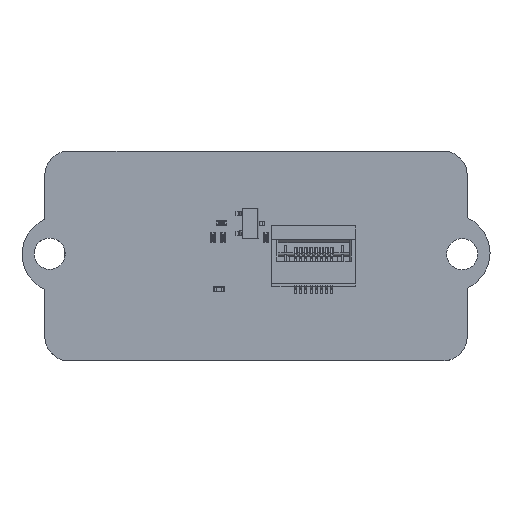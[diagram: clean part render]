
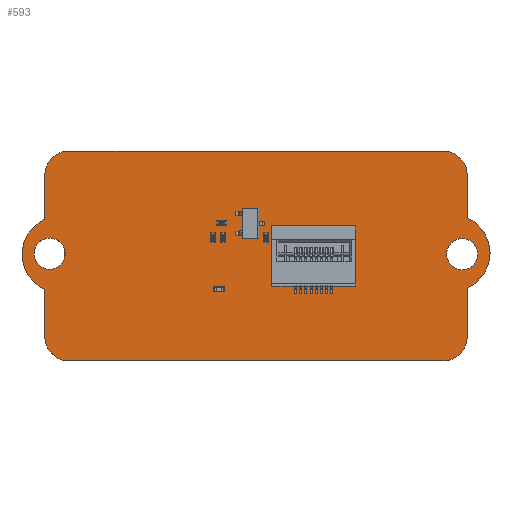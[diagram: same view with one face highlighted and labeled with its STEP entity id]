
A CAD part, top view. The second image highlights one B-rep face of the part: STEP entity #593.
In plain terms, the highlighted planar face has unit normal (0, 0, 1).
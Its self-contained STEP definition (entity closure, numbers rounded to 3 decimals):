
#92 = VERTEX_POINT('',#93);
#93 = CARTESIAN_POINT('',(-20.454,-3.389,1.491));
#99 = EDGE_CURVE('',#92,#100,#102,.T.);
#100 = VERTEX_POINT('',#101);
#101 = CARTESIAN_POINT('',(-20.456,3.38,1.491));
#102 = CIRCLE('',#103,3.704);
#103 = AXIS2_PLACEMENT_3D('',#104,#105,#106);
#104 = CARTESIAN_POINT('',(-18.95,-0.004,
    1.491));
#105 = DIRECTION('',(0.,0.,-1.));
#106 = DIRECTION('',(-0.406,-0.914,0.));
#132 = EDGE_CURVE('',#100,#133,#135,.T.);
#133 = VERTEX_POINT('',#134);
#134 = CARTESIAN_POINT('',(-20.456,7.586,1.491));
#135 = LINE('',#136,#137);
#136 = CARTESIAN_POINT('',(-20.456,3.38,1.491));
#137 = VECTOR('',#138,1.);
#138 = DIRECTION('',(0.,1.,0.));
#163 = EDGE_CURVE('',#133,#164,#166,.T.);
#164 = VERTEX_POINT('',#165);
#165 = CARTESIAN_POINT('',(-18.221,9.957,1.491));
#166 = CIRCLE('',#167,2.325);
#167 = AXIS2_PLACEMENT_3D('',#168,#169,#170);
#168 = CARTESIAN_POINT('',(-18.132,7.634,1.491));
#169 = DIRECTION('',(0.,0.,-1.));
#170 = DIRECTION('',(-1.,-0.021,0.));
#196 = EDGE_CURVE('',#164,#197,#199,.T.);
#197 = VERTEX_POINT('',#198);
#198 = CARTESIAN_POINT('',(17.843,9.958,1.491));
#199 = LINE('',#200,#201);
#200 = CARTESIAN_POINT('',(-18.221,9.957,1.491));
#201 = VECTOR('',#202,1.);
#202 = DIRECTION('',(1.,0.,0.));
#227 = EDGE_CURVE('',#197,#228,#230,.T.);
#228 = VERTEX_POINT('',#229);
#229 = CARTESIAN_POINT('',(20.266,7.729,1.491));
#230 = CIRCLE('',#231,2.337);
#231 = AXIS2_PLACEMENT_3D('',#232,#233,#234);
#232 = CARTESIAN_POINT('',(17.931,7.622,1.491));
#233 = DIRECTION('',(0.,0.,-1.));
#234 = DIRECTION('',(-0.038,0.999,0.));
#260 = EDGE_CURVE('',#228,#261,#263,.T.);
#261 = VERTEX_POINT('',#262);
#262 = CARTESIAN_POINT('',(20.266,3.515,1.491));
#263 = LINE('',#264,#265);
#264 = CARTESIAN_POINT('',(20.266,7.729,1.491));
#265 = VECTOR('',#266,1.);
#266 = DIRECTION('',(0.,-1.,0.));
#291 = EDGE_CURVE('',#261,#292,#294,.T.);
#292 = VERTEX_POINT('',#293);
#293 = CARTESIAN_POINT('',(20.261,-3.251,1.491));
#294 = CIRCLE('',#295,3.703);
#295 = AXIS2_PLACEMENT_3D('',#296,#297,#298);
#296 = CARTESIAN_POINT('',(18.758,0.133,1.491));
#297 = DIRECTION('',(0.,0.,-1.));
#298 = DIRECTION('',(0.407,0.913,0.));
#324 = EDGE_CURVE('',#292,#325,#327,.T.);
#325 = VERTEX_POINT('',#326);
#326 = CARTESIAN_POINT('',(20.26,-3.296,1.491));
#327 = LINE('',#328,#329);
#328 = CARTESIAN_POINT('',(20.261,-3.251,1.491));
#329 = VECTOR('',#330,1.);
#330 = DIRECTION('',(-0.022,-1.,0.));
#355 = EDGE_CURVE('',#325,#356,#358,.T.);
#356 = VERTEX_POINT('',#357);
#357 = CARTESIAN_POINT('',(20.261,-7.901,1.491));
#358 = LINE('',#359,#360);
#359 = CARTESIAN_POINT('',(20.26,-3.296,1.491));
#360 = VECTOR('',#361,1.);
#361 = DIRECTION('',(0.,-1.,0.));
#386 = EDGE_CURVE('',#356,#387,#389,.T.);
#387 = VERTEX_POINT('',#388);
#388 = CARTESIAN_POINT('',(18.026,-10.272,1.491));
#389 = CIRCLE('',#390,2.323);
#390 = AXIS2_PLACEMENT_3D('',#391,#392,#393);
#391 = CARTESIAN_POINT('',(17.939,-7.951,1.491));
#392 = DIRECTION('',(0.,0.,-1.));
#393 = DIRECTION('',(1.,0.021,0.));
#419 = EDGE_CURVE('',#387,#420,#422,.T.);
#420 = VERTEX_POINT('',#421);
#421 = CARTESIAN_POINT('',(-18.037,-10.274,1.491));
#422 = LINE('',#423,#424);
#423 = CARTESIAN_POINT('',(18.026,-10.272,1.491));
#424 = VECTOR('',#425,1.);
#425 = DIRECTION('',(-1.,0.,0.));
#450 = EDGE_CURVE('',#420,#451,#453,.T.);
#451 = VERTEX_POINT('',#452);
#452 = CARTESIAN_POINT('',(-20.454,-8.043,1.491));
#453 = CIRCLE('',#454,2.327);
#454 = AXIS2_PLACEMENT_3D('',#455,#456,#457);
#455 = CARTESIAN_POINT('',(-18.129,-7.949,1.491));
#456 = DIRECTION('',(0.,0.,-1.));
#457 = DIRECTION('',(0.04,-0.999,0.));
#483 = EDGE_CURVE('',#451,#92,#484,.T.);
#484 = LINE('',#485,#486);
#485 = CARTESIAN_POINT('',(-20.454,-8.043,1.491));
#486 = VECTOR('',#487,1.);
#487 = DIRECTION('',(0.,1.,0.));
#507 = VERTEX_POINT('',#508);
#508 = CARTESIAN_POINT('',(-18.487,0.065,1.491)
  );
#514 = EDGE_CURVE('',#507,#507,#515,.T.);
#515 = CIRCLE('',#516,1.5);
#516 = AXIS2_PLACEMENT_3D('',#517,#518,#519);
#517 = CARTESIAN_POINT('',(-19.987,0.065,1.491)
  );
#518 = DIRECTION('',(0.,0.,1.));
#519 = DIRECTION('',(1.,0.,0.));
#540 = VERTEX_POINT('',#541);
#541 = CARTESIAN_POINT('',(21.289,0.016,1.491));
#547 = EDGE_CURVE('',#540,#540,#548,.T.);
#548 = CIRCLE('',#549,1.5);
#549 = AXIS2_PLACEMENT_3D('',#550,#551,#552);
#550 = CARTESIAN_POINT('',(19.789,0.016,1.491));
#551 = DIRECTION('',(0.,0.,1.));
#552 = DIRECTION('',(1.,0.,0.));
#593 = ADVANCED_FACE('',(#594,#609,#612),#615,.T.);
#594 = FACE_BOUND('',#595,.F.);
#595 = EDGE_LOOP('',(#596,#597,#598,#599,#600,#601,#602,#603,#604,#605,
    #606,#607,#608));
#596 = ORIENTED_EDGE('',*,*,#99,.T.);
#597 = ORIENTED_EDGE('',*,*,#132,.T.);
#598 = ORIENTED_EDGE('',*,*,#163,.T.);
#599 = ORIENTED_EDGE('',*,*,#196,.T.);
#600 = ORIENTED_EDGE('',*,*,#227,.T.);
#601 = ORIENTED_EDGE('',*,*,#260,.T.);
#602 = ORIENTED_EDGE('',*,*,#291,.T.);
#603 = ORIENTED_EDGE('',*,*,#324,.T.);
#604 = ORIENTED_EDGE('',*,*,#355,.T.);
#605 = ORIENTED_EDGE('',*,*,#386,.T.);
#606 = ORIENTED_EDGE('',*,*,#419,.T.);
#607 = ORIENTED_EDGE('',*,*,#450,.T.);
#608 = ORIENTED_EDGE('',*,*,#483,.T.);
#609 = FACE_BOUND('',#610,.T.);
#610 = EDGE_LOOP('',(#611));
#611 = ORIENTED_EDGE('',*,*,#514,.F.);
#612 = FACE_BOUND('',#613,.T.);
#613 = EDGE_LOOP('',(#614));
#614 = ORIENTED_EDGE('',*,*,#547,.F.);
#615 = PLANE('',#616);
#616 = AXIS2_PLACEMENT_3D('',#617,#618,#619);
#617 = CARTESIAN_POINT('',(-20.454,-3.389,1.491));
#618 = DIRECTION('',(0.,0.,1.));
#619 = DIRECTION('',(1.,0.,0.));
